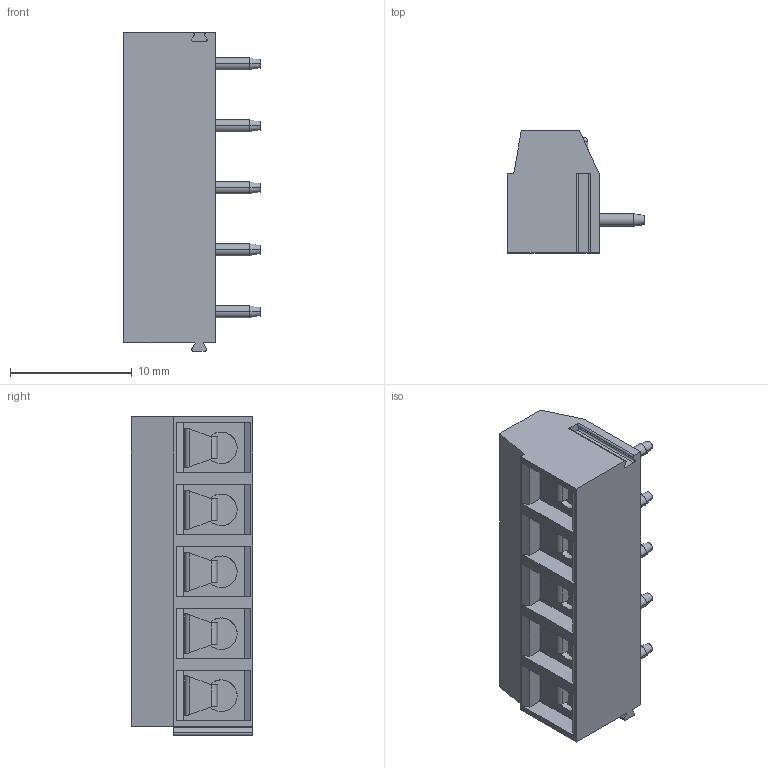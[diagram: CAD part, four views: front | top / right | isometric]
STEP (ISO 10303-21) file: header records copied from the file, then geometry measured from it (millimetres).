
FILE_DESCRIPTION((''),'2;1');
FILE_NAME('TL301R','2024-12-11T',('yanfa'),(''),'PRO/ENGINEER BY PARAMETRIC TECHNOLOGY CORPORATION, 2009280','PRO/ENGINEER BY PARAMETRIC TECHNOLOGY CORPORATION, 2009280','');
FILE_SCHEMA(('AUTOMOTIVE_DESIGN_CC2 { 1 2 10303 214 -1 1 5 2 }'));
Length unit declared in the file: millimetre
Products named in the file (1): TL301R
Bounding box: 11.2 x 10 x 26.09 mm (x, y, z)
Volume: 1466.5 mm3; surface area: 1632.8 mm2
Topology: 1 solids, 1 shells, 322 faces, 828 edges, 528 vertices
Faces by surface type: plane 172, cylinder 102, cone 30, torus 10, sphere 8
Entity records: 10250 total; most frequent: CARTESIAN_POINT 2322, DIRECTION 1650, ORIENTED_EDGE 1640, EDGE_CURVE 820, AXIS2_PLACEMENT_3D 572, VERTEX_POINT 528, VECTOR 506, LINE 506
